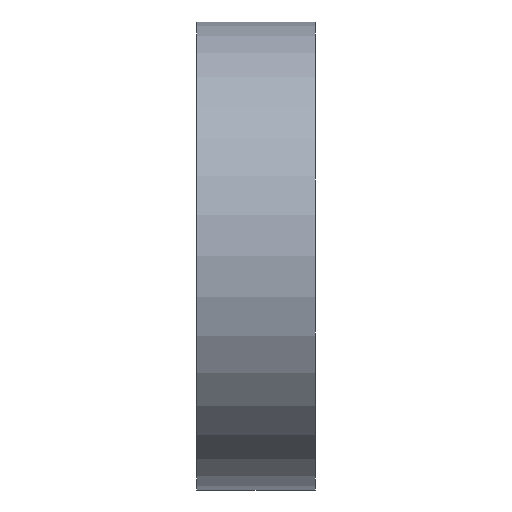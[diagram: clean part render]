
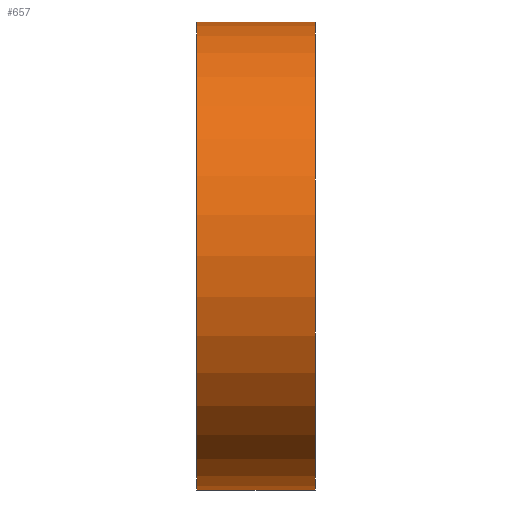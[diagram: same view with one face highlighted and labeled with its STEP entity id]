
A CAD part, front view. The second image highlights one B-rep face of the part: STEP entity #657.
In plain terms, the highlighted cylindrical face has radius 13.5 mm (diameter 27 mm), a partial arc.
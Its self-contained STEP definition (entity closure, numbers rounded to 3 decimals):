
#11 = CARTESIAN_POINT ( 'NONE',  ( 8.15, 0., -13.5 ) ) ;
#56 = VERTEX_POINT ( 'NONE', #987 ) ;
#67 = EDGE_CURVE ( 'NONE', #56, #813, #120, .T. ) ;
#73 = EDGE_CURVE ( 'NONE', #917, #1059, #991, .T. ) ;
#112 = AXIS2_PLACEMENT_3D ( 'NONE', #713, #707, #426 ) ;
#120 = LINE ( 'NONE', #202, #732 ) ;
#156 = ORIENTED_EDGE ( 'NONE', *, *, #892, .F. ) ;
#202 = CARTESIAN_POINT ( 'NONE',  ( 7.3, 0., 13.5 ) ) ;
#250 = EDGE_CURVE ( 'NONE', #56, #917, #275, .T. ) ;
#275 = CIRCLE ( 'NONE', #1111, 13.5 ) ;
#277 = VECTOR ( 'NONE', #815, 1000. ) ;
#330 = FACE_OUTER_BOUND ( 'NONE', #445, .T. ) ;
#420 = CARTESIAN_POINT ( 'NONE',  ( 1.3, 0., 13.5 ) ) ;
#426 = DIRECTION ( 'NONE',  ( 0., 0., 1. ) ) ;
#442 = DIRECTION ( 'NONE',  ( 0., 0., -1. ) ) ;
#445 = EDGE_LOOP ( 'NONE', ( #724, #790, #606, #156 ) ) ;
#455 = AXIS2_PLACEMENT_3D ( 'NONE', #577, #1025, #938 ) ;
#497 = CYLINDRICAL_SURFACE ( 'NONE', #455, 13.5 ) ;
#557 = DIRECTION ( 'NONE',  ( -1., 0., 0. ) ) ;
#577 = CARTESIAN_POINT ( 'NONE',  ( 7.3, 0., 0. ) ) ;
#606 = ORIENTED_EDGE ( 'NONE', *, *, #67, .T. ) ;
#657 = ADVANCED_FACE ( 'NONE', ( #330 ), #497, .T. ) ;
#700 = DIRECTION ( 'NONE',  ( 1., 0., 0. ) ) ;
#707 = DIRECTION ( 'NONE',  ( -1., 0., 0. ) ) ;
#713 = CARTESIAN_POINT ( 'NONE',  ( 1.3, 0., 0. ) ) ;
#724 = ORIENTED_EDGE ( 'NONE', *, *, #73, .F. ) ;
#732 = VECTOR ( 'NONE', #557, 1000. ) ;
#790 = ORIENTED_EDGE ( 'NONE', *, *, #250, .F. ) ;
#804 = CIRCLE ( 'NONE', #112, 13.5 ) ;
#805 = CARTESIAN_POINT ( 'NONE',  ( 7.3, 0., -13.5 ) ) ;
#813 = VERTEX_POINT ( 'NONE', #420 ) ;
#815 = DIRECTION ( 'NONE',  ( -1., 0., 0. ) ) ;
#892 = EDGE_CURVE ( 'NONE', #1059, #813, #804, .T. ) ;
#893 = CARTESIAN_POINT ( 'NONE',  ( 1.3, 0., -13.5 ) ) ;
#917 = VERTEX_POINT ( 'NONE', #11 ) ;
#938 = DIRECTION ( 'NONE',  ( 0., 0., 1. ) ) ;
#987 = CARTESIAN_POINT ( 'NONE',  ( 8.15, 0., 13.5 ) ) ;
#991 = LINE ( 'NONE', #805, #277 ) ;
#1025 = DIRECTION ( 'NONE',  ( -1., 0., 0. ) ) ;
#1039 = CARTESIAN_POINT ( 'NONE',  ( 8.15, 0., 0. ) ) ;
#1059 = VERTEX_POINT ( 'NONE', #893 ) ;
#1111 = AXIS2_PLACEMENT_3D ( 'NONE', #1039, #700, #442 ) ;
